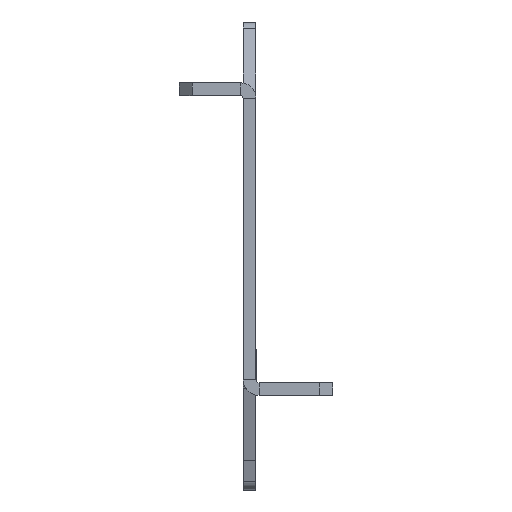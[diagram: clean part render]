
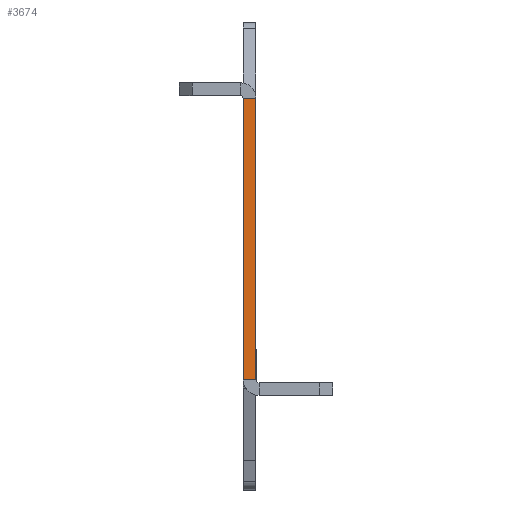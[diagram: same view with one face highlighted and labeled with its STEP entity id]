
A CAD part, left-side view. The second image highlights one B-rep face of the part: STEP entity #3674.
In plain terms, the highlighted planar face has unit normal (-1, 0, 0).
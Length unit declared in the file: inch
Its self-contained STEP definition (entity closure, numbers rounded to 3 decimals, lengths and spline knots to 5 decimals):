
#32=PLANE('',#4152);
#586=FACE_OUTER_BOUND('',#1098,.T.);
#1098=EDGE_LOOP('',(#3137,#3138,#3139,#3140));
#1208=LINE('',#5983,#1340);
#1231=LINE('',#6052,#1363);
#1277=LINE('',#6154,#1409);
#1278=LINE('',#6155,#1410);
#1340=VECTOR('',#5006,2.75);
#1363=VECTOR('',#5053,2.75);
#1409=VECTOR('',#5155,0.125);
#1410=VECTOR('',#5156,0.125);
#2019=VERTEX_POINT('',#5980);
#2020=VERTEX_POINT('',#5982);
#2053=VERTEX_POINT('',#6049);
#2054=VERTEX_POINT('',#6051);
#2383=EDGE_CURVE('',#2019,#2020,#1208,.T.);
#2417=EDGE_CURVE('',#2054,#2053,#1231,.T.);
#2473=EDGE_CURVE('',#2054,#2019,#1277,.T.);
#2474=EDGE_CURVE('',#2053,#2020,#1278,.T.);
#3137=ORIENTED_EDGE('',*,*,#2473,.F.);
#3138=ORIENTED_EDGE('',*,*,#2417,.T.);
#3139=ORIENTED_EDGE('',*,*,#2474,.T.);
#3140=ORIENTED_EDGE('',*,*,#2383,.F.);
#3674=ADVANCED_FACE('',(#586),#32,.F.);
#4152=AXIS2_PLACEMENT_3D('',#6153,#5153,#5154);
#5006=DIRECTION('',(0.,0.,1.));
#5053=DIRECTION('',(0.,0.,1.));
#5153=DIRECTION('center_axis',(1.,0.,0.));
#5154=DIRECTION('ref_axis',(0.,0.,1.));
#5155=DIRECTION('',(0.,1.,0.));
#5156=DIRECTION('',(0.,1.,0.));
#5980=CARTESIAN_POINT('',(0.,0.125,-2.75));
#5982=CARTESIAN_POINT('',(0.,0.125,0.));
#5983=CARTESIAN_POINT('',(0.,0.125,0.));
#6049=CARTESIAN_POINT('',(0.,0.,0.));
#6051=CARTESIAN_POINT('',(0.,0.,-2.75));
#6052=CARTESIAN_POINT('',(0.,0.,-2.75));
#6153=CARTESIAN_POINT('Origin',(0.,0.125,0.));
#6154=CARTESIAN_POINT('',(0.,0.125,-2.75));
#6155=CARTESIAN_POINT('',(0.,0.125,0.));
